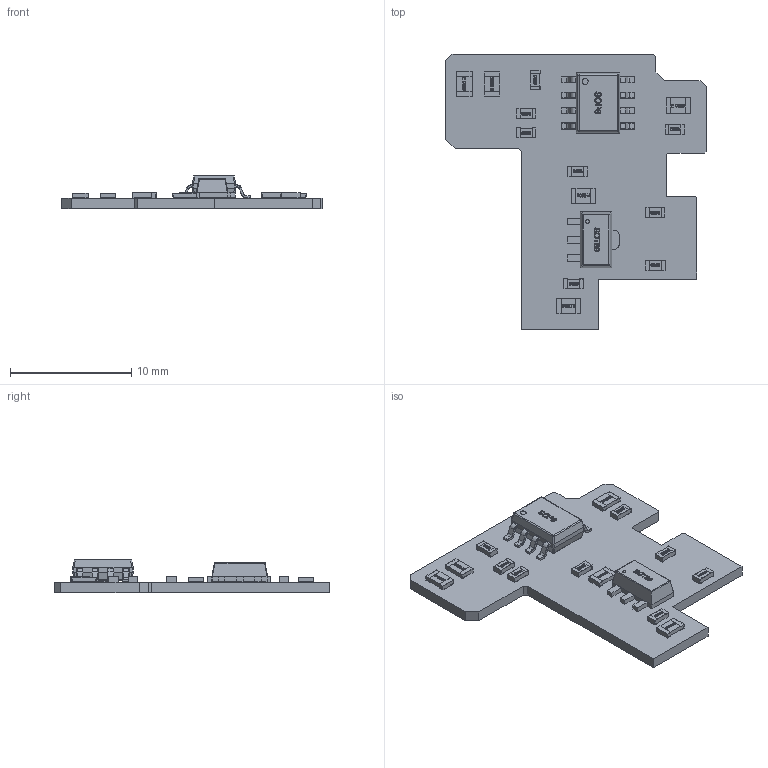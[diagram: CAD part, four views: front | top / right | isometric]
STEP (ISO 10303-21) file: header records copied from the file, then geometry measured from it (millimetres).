
FILE_DESCRIPTION(('Open CASCADE Model'),'2;1');
FILE_NAME('Open CASCADE Shape Model','2020-04-16T14:55:38',('Author'),( 'Open CASCADE'),'Open CASCADE STEP processor 6.8','Open CASCADE 6.8' ,'Unknown');
FILE_SCHEMA(('AUTOMOTIVE_DESIGN { 1 0 10303 214 1 1 1 1 }'));
Length unit declared in the file: millimetre
Products named in the file (29): PCB; Board; Open CASCADE STEP translator 6.8 1.1.1; U6; SOT89; LOGO?0.25; U3; SOP8; SOP8_呿极; 綠僅1.8_腔竘褐; R17; RES0603; R16; RES0805; User_Library-RES_0805_User_Library-RES_0805L_RES_0805_Lead_1_Default_1; User_Library-RES_0805_User_Library-RES_0805L_RES_0805_Body_1_1; R15; R14; R13; R12; C17; C16; C15; C4; C3; C2; C1
Assembly tree (47 placements, depth 4):
  PCB
    Board
      Open CASCADE STEP translator 6.8 1.1.1
    U6
      SOT89
        SOT89
        LOGO?0.25
    U3
      SOP8
        LOGO?0.25
        SOP8_呿极
        綠僅1.8_腔竘褐  x8
    R17
      RES0603
    R16
      RES0805
        User_Library-RES_0805_User_Library-RES_0805L_RES_0805_Lead_1_Default_1  x2
        User_Library-RES_0805_User_Library-RES_0805L_RES_0805_Body_1_1
    R15
      RES0603
    R14
      RES0805
        User_Library-RES_0805_User_Library-RES_0805L_RES_0805_Lead_1_Default_1  x2
        User_Library-RES_0805_User_Library-RES_0805L_RES_0805_Body_1_1
    R13
      RES0603
    R12
      RES0603
    C17
      RES0603
    C16
      RES0805
        User_Library-RES_0805_User_Library-RES_0805L_RES_0805_Lead_1_Default_1  x2
        User_Library-RES_0805_User_Library-RES_0805L_RES_0805_Body_1_1
    C15
      RES0603
    C4
      RES0603
    C3
      RES0805
        User_Library-RES_0805_User_Library-RES_0805L_RES_0805_Lead_1_Default_1  x2
        User_Library-RES_0805_User_Library-RES_0805L_RES_0805_Body_1_1
    C2
      RES0603
    C1
      RES0805
        User_Library-RES_0805_User_Library-RES_0805L_RES_0805_Lead_1_Default_1  x2
        User_Library-RES_0805_User_Library-RES_0805L_RES_0805_Body_1_1
Bounding box: 21.46 x 22.68 x 2.8 mm (x, y, z)
Volume: 356.7 mm3; surface area: 982.9 mm2
Topology: 62 solids, 62 shells, 2167 faces, 5330 edges, 3396 vertices
Faces by surface type: plane 1087, bspline 782, cylinder 214, torus 48, sphere 36
Entity records: 39110 total; most frequent: CARTESIAN_POINT 19235, ORIENTED_EDGE 3432, DIRECTION 2359, EDGE_CURVE 1716, VERTEX_POINT 1114, LINE 1027, VECTOR 1027, FACE_BOUND 768
